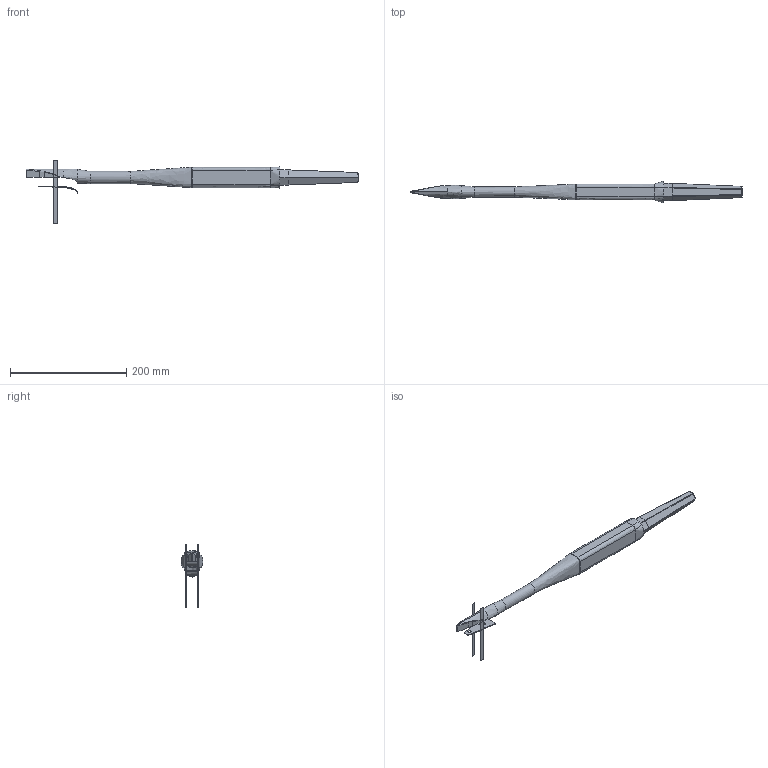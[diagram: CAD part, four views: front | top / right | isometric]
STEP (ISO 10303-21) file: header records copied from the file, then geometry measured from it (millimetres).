
FILE_DESCRIPTION( ( 'STEP Version 203' ), '1' );
FILE_NAME( 'Fuselage_final.stp', '01/18/23 08:39:15', ( 'darrigoc' ), ( ' ' ), 'PSStep 21.0.47', 'DesignModeler STEP Output', ' ' );
FILE_SCHEMA( ( 'CONFIG_CONTROL_DESIGN' ) );
Length unit declared in the file: metre
Products named in the file (7): Transition_corps_queue1; -1 Degree Rear Wing Wedge; Corps_fuse.2; Transition_aile_corps; Emboitement_aile_avant.1; Emboitement_aile_avant.2; Queue_et_appui_stab
Bounding box: 571.05 x 37.68 x 110 mm (x, y, z)
Volume: 146024.4 mm3; surface area: 67141.5 mm2
Topology: 6 solids, 11 shells, 141 faces, 407 edges, 276 vertices
Faces by surface type: bspline 60, plane 47, cylinder 27, extrusion 7
Entity records: 35487 total; most frequent: CARTESIAN_POINT 32240, ORIENTED_EDGE 764, DIRECTION 431, EDGE_CURVE 382, VERTEX_POINT 258, B_SPLINE_CURVE_WITH_KNOTS 186, EDGE_LOOP 148, AXIS2_PLACEMENT_3D 144
